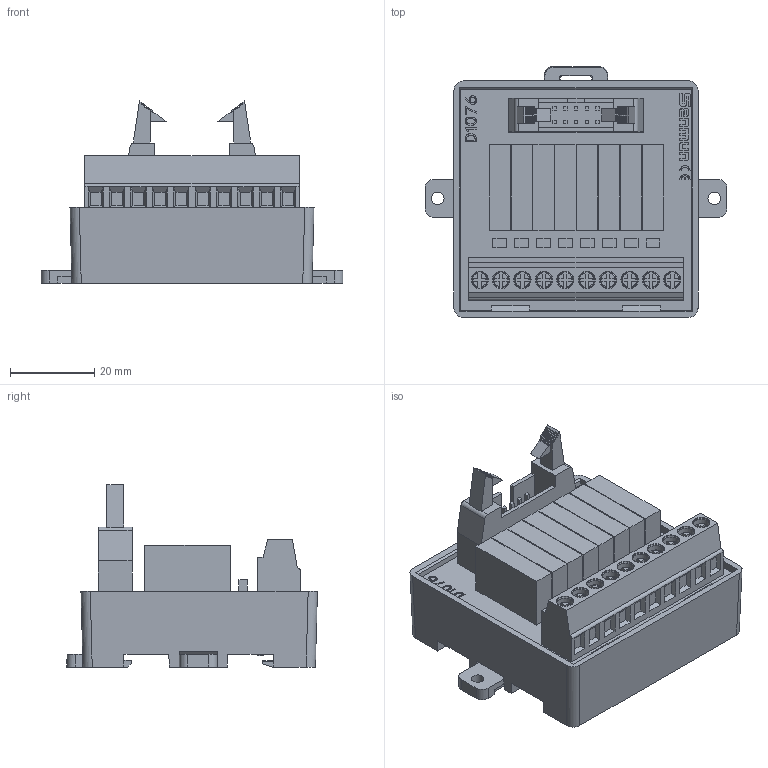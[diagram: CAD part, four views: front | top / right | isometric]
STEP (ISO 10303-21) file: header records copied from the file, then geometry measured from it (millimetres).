
FILE_DESCRIPTION(/* description */ (''),/* implementation_level */ '2;1');
FILE_NAME(/* name */ 'D1076-E.stp',/* time_stamp */ '2024-08-14T19:13:54+08:00',/* author */ (''),/* organization */ (''),/* preprocessor_version */ 'ST-DEVELOPER v14',/* originating_system */ 'SIEMENS PLM Software NX 8.0',/* authorisation */ '');
FILE_SCHEMA (('AUTOMOTIVE_DESIGN { 1 0 10303 214 3 1 1 1 }'));
Length unit declared in the file: millimetre
Products named in the file (1): Admi089C3F336pv8
Bounding box: 71.6 x 59.51 x 43.25 mm (x, y, z)
Volume: 67742.6 mm3; surface area: 23694.5 mm2
Topology: 3 solids, 3 shells, 865 faces, 2285 edges, 1510 vertices
Faces by surface type: plane 735, cylinder 64, torus 30, cone 24, extrusion 10, bspline 2
Full cylindrical faces by diameter (mm): 3 x2, 4.1 x20
Entity records: 28518 total; most frequent: CARTESIAN_POINT 6235, ORIENTED_EDGE 4488, DIRECTION 3971, EDGE_CURVE 2244, VECTOR 1899, LINE 1889, VERTEX_POINT 1504, AXIS2_PLACEMENT_3D 1036
